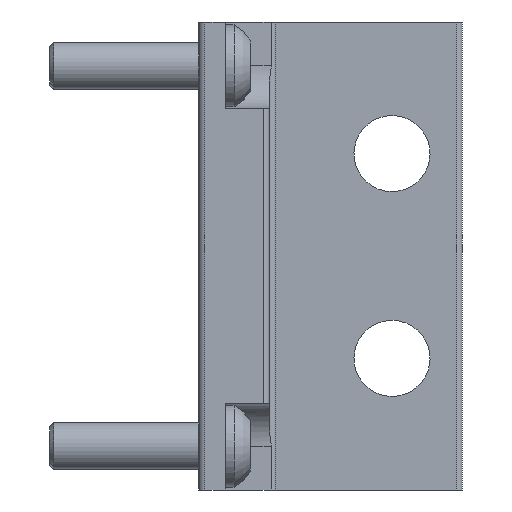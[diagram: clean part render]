
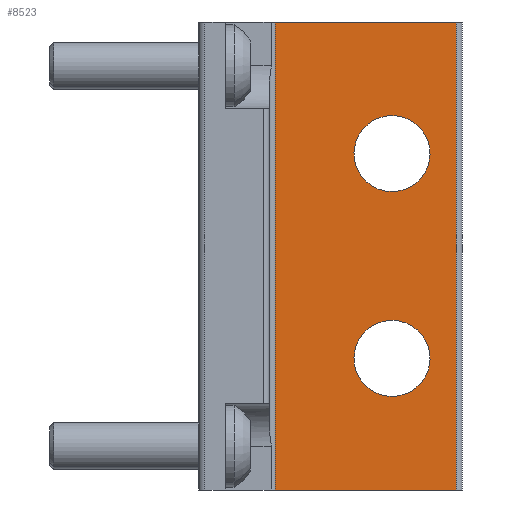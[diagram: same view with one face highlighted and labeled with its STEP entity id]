
A CAD part, left-side view. The second image highlights one B-rep face of the part: STEP entity #8523.
In plain terms, the highlighted planar face has unit normal (-1, 0, 0).
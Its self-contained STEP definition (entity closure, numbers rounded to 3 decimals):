
#8023=AXIS2_PLACEMENT_3D('Circle Axis2P3D',#8021,#8022,$) ;
#8047=AXIS2_PLACEMENT_3D('Circle Axis2P3D',#8045,#8046,$) ;
#8075=AXIS2_PLACEMENT_3D('Circle Axis2P3D',#8073,#8074,$) ;
#8099=AXIS2_PLACEMENT_3D('Circle Axis2P3D',#8097,#8098,$) ;
#8495=AXIS2_PLACEMENT_3D('Plane Axis2P3D',#8492,#8493,#8494) ;
#7126=CARTESIAN_POINT('Vertex',(-343.,-34.,216.)) ;
#7129=CARTESIAN_POINT('Line Origine',(-343.,-18.5,216.)) ;
#7133=CARTESIAN_POINT('Vertex',(-343.,-3.,216.)) ;
#7381=CARTESIAN_POINT('Line Origine',(-343.,-3.,256.)) ;
#7385=CARTESIAN_POINT('Vertex',(-343.,-3.,296.)) ;
#8018=CARTESIAN_POINT('Vertex',(-343.,-28.704,276.616)) ;
#8021=CARTESIAN_POINT('Axis2P3D Location',(-343.,-23.,273.5)) ;
#8025=CARTESIAN_POINT('Vertex',(-343.,-17.296,270.384)) ;
#8045=CARTESIAN_POINT('Axis2P3D Location',(-343.,-23.,273.5)) ;
#8070=CARTESIAN_POINT('Vertex',(-343.,-28.704,241.616)) ;
#8073=CARTESIAN_POINT('Axis2P3D Location',(-343.,-23.,238.5)) ;
#8077=CARTESIAN_POINT('Vertex',(-343.,-17.296,235.384)) ;
#8097=CARTESIAN_POINT('Axis2P3D Location',(-343.,-23.,238.5)) ;
#8492=CARTESIAN_POINT('Axis2P3D Location',(-343.,-2.,256.)) ;
#8497=CARTESIAN_POINT('Line Origine',(-343.,-34.,256.)) ;
#8501=CARTESIAN_POINT('Vertex',(-343.,-34.,296.)) ;
#8504=CARTESIAN_POINT('Line Origine',(-343.,-18.5,296.)) ;
#7130=DIRECTION('Vector Direction',(0.,-1.,0.)) ;
#7382=DIRECTION('Vector Direction',(0.,0.,1.)) ;
#8022=DIRECTION('Axis2P3D Direction',(-1.,0.,0.)) ;
#8046=DIRECTION('Axis2P3D Direction',(-1.,0.,0.)) ;
#8074=DIRECTION('Axis2P3D Direction',(-1.,0.,0.)) ;
#8098=DIRECTION('Axis2P3D Direction',(-1.,0.,0.)) ;
#8493=DIRECTION('Axis2P3D Direction',(-1.,0.,0.)) ;
#8494=DIRECTION('Axis2P3D XDirection',(0.,-1.,0.)) ;
#8498=DIRECTION('Vector Direction',(0.,0.,1.)) ;
#8505=DIRECTION('Vector Direction',(0.,-1.,0.)) ;
#7131=VECTOR('Line Direction',#7130,1.) ;
#7383=VECTOR('Line Direction',#7382,1.) ;
#8499=VECTOR('Line Direction',#8498,1.) ;
#8506=VECTOR('Line Direction',#8505,1.) ;
#8510=ORIENTED_EDGE('',*,*,#8503,.T.) ;
#8511=ORIENTED_EDGE('',*,*,#8508,.F.) ;
#8512=ORIENTED_EDGE('',*,*,#7387,.T.) ;
#8513=ORIENTED_EDGE('',*,*,#7135,.T.) ;
#8516=ORIENTED_EDGE('',*,*,#8101,.F.) ;
#8517=ORIENTED_EDGE('',*,*,#8079,.F.) ;
#8520=ORIENTED_EDGE('',*,*,#8049,.F.) ;
#8521=ORIENTED_EDGE('',*,*,#8027,.F.) ;
#8518=FACE_BOUND('',#8515,.T.) ;
#8522=FACE_BOUND('',#8519,.T.) ;
#8523=ADVANCED_FACE('RB0349001_1PA_001_04_N2_4000_FP_TERMINAL_SHORT.3\\PartBody',(#8514,#8518,#8522),#8496,.T.) ;
#8024=CIRCLE('generated circle',#8023,6.5) ;
#8048=CIRCLE('generated circle',#8047,6.5) ;
#8076=CIRCLE('generated circle',#8075,6.5) ;
#8100=CIRCLE('generated circle',#8099,6.5) ;
#7135=EDGE_CURVE('',#7134,#7127,#7132,.T.) ;
#7387=EDGE_CURVE('',#7386,#7134,#7384,.F.) ;
#8027=EDGE_CURVE('',#8019,#8026,#8024,.T.) ;
#8049=EDGE_CURVE('',#8026,#8019,#8048,.T.) ;
#8079=EDGE_CURVE('',#8071,#8078,#8076,.T.) ;
#8101=EDGE_CURVE('',#8078,#8071,#8100,.T.) ;
#8503=EDGE_CURVE('',#7127,#8502,#8500,.T.) ;
#8508=EDGE_CURVE('',#7386,#8502,#8507,.T.) ;
#8509=EDGE_LOOP('',(#8510,#8511,#8512,#8513)) ;
#8515=EDGE_LOOP('',(#8516,#8517)) ;
#8519=EDGE_LOOP('',(#8520,#8521)) ;
#8514=FACE_OUTER_BOUND('',#8509,.T.) ;
#7132=LINE('Line',#7129,#7131) ;
#7384=LINE('Line',#7381,#7383) ;
#8500=LINE('Line',#8497,#8499) ;
#8507=LINE('Line',#8504,#8506) ;
#8496=PLANE('',#8495) ;
#7127=VERTEX_POINT('',#7126) ;
#7134=VERTEX_POINT('',#7133) ;
#7386=VERTEX_POINT('',#7385) ;
#8019=VERTEX_POINT('',#8018) ;
#8026=VERTEX_POINT('',#8025) ;
#8071=VERTEX_POINT('',#8070) ;
#8078=VERTEX_POINT('',#8077) ;
#8502=VERTEX_POINT('',#8501) ;
